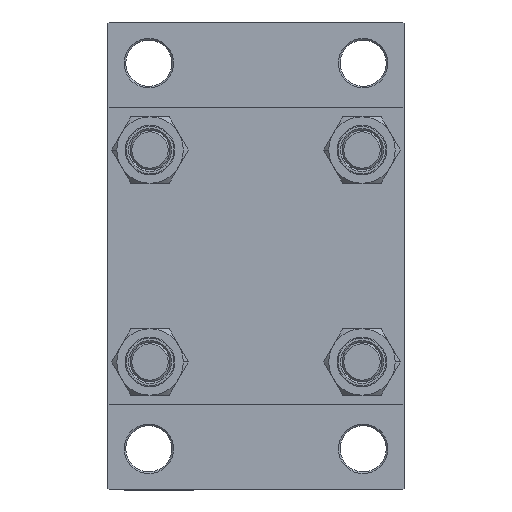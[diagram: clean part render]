
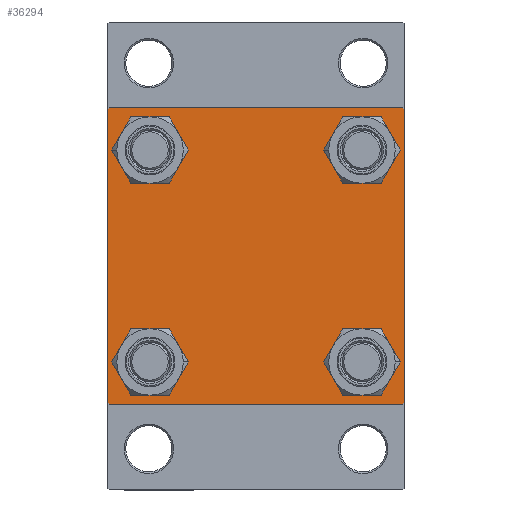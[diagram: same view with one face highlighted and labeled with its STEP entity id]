
A CAD part, left-side view. The second image highlights one B-rep face of the part: STEP entity #36294.
In plain terms, the highlighted planar face has unit normal (-1, 0, 0).
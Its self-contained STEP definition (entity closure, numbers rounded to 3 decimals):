
#402 = ORIENTED_EDGE ( 'NONE', *, *, #28134, .T. ) ;
#504 = CARTESIAN_POINT ( 'NONE',  ( 0., 32.15, -25.65 ) ) ;
#1233 = LINE ( 'NONE', #27012, #45027 ) ;
#1386 = CIRCLE ( 'NONE', #40254, 6.5 ) ;
#1528 = EDGE_CURVE ( 'NONE', #10046, #26967, #30792, .T. ) ;
#3063 = DIRECTION ( 'NONE',  ( 0., 0., 1. ) ) ;
#3953 = AXIS2_PLACEMENT_3D ( 'NONE', #39572, #32403, #3063 ) ;
#5174 = DIRECTION ( 'NONE',  ( 1., 0., 0. ) ) ;
#5805 = CARTESIAN_POINT ( 'NONE',  ( 0., -32.15, 25.65 ) ) ;
#5834 = LINE ( 'NONE', #12278, #37045 ) ;
#5905 = AXIS2_PLACEMENT_3D ( 'NONE', #13647, #38725, #24643 ) ;
#6254 = EDGE_CURVE ( 'NONE', #42437, #26967, #17416, .T. ) ;
#6383 = DIRECTION ( 'NONE',  ( 0., 0., 1. ) ) ;
#6384 = CARTESIAN_POINT ( 'NONE',  ( 0., -44.5, 45. ) ) ;
#6621 = DIRECTION ( 'NONE',  ( -1., 0., 0. ) ) ;
#7104 = EDGE_LOOP ( 'NONE', ( #7154, #402 ) ) ;
#7154 = ORIENTED_EDGE ( 'NONE', *, *, #23917, .T. ) ;
#7321 = CARTESIAN_POINT ( 'NONE',  ( 0., 45., 45. ) ) ;
#7485 = CARTESIAN_POINT ( 'NONE',  ( 0., 32.15, 32.15 ) ) ;
#7542 = DIRECTION ( 'NONE',  ( 0., 0., 1. ) ) ;
#7573 = CARTESIAN_POINT ( 'NONE',  ( 0., 45., -45. ) ) ;
#8014 = CARTESIAN_POINT ( 'NONE',  ( 0., -32.15, 32.15 ) ) ;
#8035 = CARTESIAN_POINT ( 'NONE',  ( 0., 44.75, -44.75 ) ) ;
#8097 = EDGE_LOOP ( 'NONE', ( #13862, #8678 ) ) ;
#8501 = ORIENTED_EDGE ( 'NONE', *, *, #1528, .T. ) ;
#8678 = ORIENTED_EDGE ( 'NONE', *, *, #23746, .T. ) ;
#8920 = ORIENTED_EDGE ( 'NONE', *, *, #45041, .T. ) ;
#9925 = EDGE_CURVE ( 'NONE', #42437, #15372, #5834, .T. ) ;
#10046 = VERTEX_POINT ( 'NONE', #21799 ) ;
#10078 = CARTESIAN_POINT ( 'NONE',  ( 0., 32.15, -38.65 ) ) ;
#10191 = CIRCLE ( 'NONE', #24799, 6.5 ) ;
#12253 = CARTESIAN_POINT ( 'NONE',  ( 0., 32.15, -32.15 ) ) ;
#12278 = CARTESIAN_POINT ( 'NONE',  ( 0., -44.75, 44.75 ) ) ;
#13647 = CARTESIAN_POINT ( 'NONE',  ( 0., -32.15, 32.15 ) ) ;
#13862 = ORIENTED_EDGE ( 'NONE', *, *, #36598, .T. ) ;
#14712 = FACE_BOUND ( 'NONE', #7104, .T. ) ;
#15248 = EDGE_CURVE ( 'NONE', #24400, #24869, #41022, .T. ) ;
#15372 = VERTEX_POINT ( 'NONE', #6384 ) ;
#15389 = CIRCLE ( 'NONE', #3953, 6.5 ) ;
#15453 = ORIENTED_EDGE ( 'NONE', *, *, #20374, .T. ) ;
#15902 = EDGE_CURVE ( 'NONE', #35941, #35893, #1386, .T. ) ;
#16258 = EDGE_CURVE ( 'NONE', #24869, #32344, #31927, .T. ) ;
#16566 = CARTESIAN_POINT ( 'NONE',  ( 0., 44.5, 45. ) ) ;
#16819 = CIRCLE ( 'NONE', #41168, 6.5 ) ;
#17191 = VERTEX_POINT ( 'NONE', #34766 ) ;
#17416 = LINE ( 'NONE', #42716, #32458 ) ;
#17746 = EDGE_LOOP ( 'NONE', ( #30641, #8920 ) ) ;
#18119 = CARTESIAN_POINT ( 'NONE',  ( 0., 32.15, -32.15 ) ) ;
#18297 = DIRECTION ( 'NONE',  ( 1., 0., 0. ) ) ;
#20374 = EDGE_CURVE ( 'NONE', #32344, #17191, #37397, .T. ) ;
#20405 = DIRECTION ( 'NONE',  ( 0., 0.707, 0.707 ) ) ;
#20569 = DIRECTION ( 'NONE',  ( 0., -1., 0. ) ) ;
#20952 = FACE_BOUND ( 'NONE', #17746, .T. ) ;
#21201 = DIRECTION ( 'NONE',  ( 1., 0., 0. ) ) ;
#21465 = DIRECTION ( 'NONE',  ( 0., 0., -1. ) ) ;
#21466 = DIRECTION ( 'NONE',  ( 1., 0., 0. ) ) ;
#21799 = CARTESIAN_POINT ( 'NONE',  ( 0., -44.5, -45. ) ) ;
#22060 = DIRECTION ( 'NONE',  ( 1., 0., 0. ) ) ;
#22597 = CARTESIAN_POINT ( 'NONE',  ( 0., 32.15, 38.65 ) ) ;
#22612 = DIRECTION ( 'NONE',  ( 0., -0.707, -0.707 ) ) ;
#22899 = DIRECTION ( 'NONE',  ( 0., 0.707, -0.707 ) ) ;
#23226 = VECTOR ( 'NONE', #20569, 1000. ) ;
#23249 = DIRECTION ( 'NONE',  ( 0., 0., 1. ) ) ;
#23688 = VECTOR ( 'NONE', #22612, 1000. ) ;
#23746 = EDGE_CURVE ( 'NONE', #24162, #46913, #31293, .T. ) ;
#23917 = EDGE_CURVE ( 'NONE', #40514, #36566, #16819, .T. ) ;
#24162 = VERTEX_POINT ( 'NONE', #34282 ) ;
#24400 = VERTEX_POINT ( 'NONE', #16566 ) ;
#24541 = FACE_OUTER_BOUND ( 'NONE', #26079, .T. ) ;
#24643 = DIRECTION ( 'NONE',  ( 0., 0., 1. ) ) ;
#24728 = EDGE_CURVE ( 'NONE', #24400, #15372, #1233, .T. ) ;
#24799 = AXIS2_PLACEMENT_3D ( 'NONE', #7485, #22060, #36608 ) ;
#24869 = VERTEX_POINT ( 'NONE', #40318 ) ;
#26079 = EDGE_LOOP ( 'NONE', ( #29764, #15453, #35201, #8501, #41112, #37343, #26874, #45919 ) ) ;
#26446 = EDGE_CURVE ( 'NONE', #30179, #36627, #30585, .T. ) ;
#26874 = ORIENTED_EDGE ( 'NONE', *, *, #24728, .F. ) ;
#26967 = VERTEX_POINT ( 'NONE', #28644 ) ;
#27012 = CARTESIAN_POINT ( 'NONE',  ( 0., 45., 45. ) ) ;
#27783 = CIRCLE ( 'NONE', #33875, 6.5 ) ;
#28134 = EDGE_CURVE ( 'NONE', #36566, #40514, #15389, .T. ) ;
#28644 = CARTESIAN_POINT ( 'NONE',  ( 0., -45., -44.5 ) ) ;
#29267 = FACE_BOUND ( 'NONE', #43485, .T. ) ;
#29278 = CARTESIAN_POINT ( 'NONE',  ( 0., 32.15, 32.15 ) ) ;
#29331 = CARTESIAN_POINT ( 'NONE',  ( 0., -32.15, 38.65 ) ) ;
#29764 = ORIENTED_EDGE ( 'NONE', *, *, #16258, .T. ) ;
#30179 = VERTEX_POINT ( 'NONE', #29331 ) ;
#30585 = CIRCLE ( 'NONE', #35161, 6.5 ) ;
#30641 = ORIENTED_EDGE ( 'NONE', *, *, #26446, .T. ) ;
#30792 = LINE ( 'NONE', #33668, #34610 ) ;
#31293 = CIRCLE ( 'NONE', #42707, 6.5 ) ;
#31874 = VECTOR ( 'NONE', #22899, 1000. ) ;
#31918 = PLANE ( 'NONE',  #45369 ) ;
#31927 = LINE ( 'NONE', #7321, #41078 ) ;
#32304 = CARTESIAN_POINT ( 'NONE',  ( 0., 45., -44.5 ) ) ;
#32344 = VERTEX_POINT ( 'NONE', #32304 ) ;
#32403 = DIRECTION ( 'NONE',  ( 1., 0., 0. ) ) ;
#32458 = VECTOR ( 'NONE', #21465, 1000. ) ;
#33668 = CARTESIAN_POINT ( 'NONE',  ( 0., -44.75, -44.75 ) ) ;
#33805 = CARTESIAN_POINT ( 'NONE',  ( 0., -32.15, -32.15 ) ) ;
#33875 = AXIS2_PLACEMENT_3D ( 'NONE', #18119, #21466, #39131 ) ;
#34282 = CARTESIAN_POINT ( 'NONE',  ( 0., 32.15, 25.65 ) ) ;
#34448 = DIRECTION ( 'NONE',  ( 1., 0., 0. ) ) ;
#34610 = VECTOR ( 'NONE', #40821, 1000. ) ;
#34766 = CARTESIAN_POINT ( 'NONE',  ( 0., 44.5, -45. ) ) ;
#35161 = AXIS2_PLACEMENT_3D ( 'NONE', #8014, #18297, #7542 ) ;
#35201 = ORIENTED_EDGE ( 'NONE', *, *, #38662, .T. ) ;
#35304 = EDGE_CURVE ( 'NONE', #35893, #35941, #27783, .T. ) ;
#35893 = VERTEX_POINT ( 'NONE', #10078 ) ;
#35941 = VERTEX_POINT ( 'NONE', #504 ) ;
#36284 = ORIENTED_EDGE ( 'NONE', *, *, #35304, .T. ) ;
#36294 = ADVANCED_FACE ( 'NONE', ( #20952, #14712, #29267, #39781, #24541 ), #31918, .T. ) ;
#36566 = VERTEX_POINT ( 'NONE', #41140 ) ;
#36598 = EDGE_CURVE ( 'NONE', #46913, #24162, #10191, .T. ) ;
#36608 = DIRECTION ( 'NONE',  ( 0., 0., 1. ) ) ;
#36627 = VERTEX_POINT ( 'NONE', #5805 ) ;
#36872 = CARTESIAN_POINT ( 'NONE',  ( 0., -45., 44.5 ) ) ;
#37045 = VECTOR ( 'NONE', #20405, 1000. ) ;
#37343 = ORIENTED_EDGE ( 'NONE', *, *, #9925, .T. ) ;
#37397 = LINE ( 'NONE', #8035, #23688 ) ;
#38662 = EDGE_CURVE ( 'NONE', #17191, #10046, #46097, .T. ) ;
#38725 = DIRECTION ( 'NONE',  ( 1., 0., 0. ) ) ;
#39131 = DIRECTION ( 'NONE',  ( 0., 0., 1. ) ) ;
#39327 = DIRECTION ( 'NONE',  ( 0., 0., -1. ) ) ;
#39572 = CARTESIAN_POINT ( 'NONE',  ( 0., -32.15, -32.15 ) ) ;
#39781 = FACE_BOUND ( 'NONE', #8097, .T. ) ;
#40254 = AXIS2_PLACEMENT_3D ( 'NONE', #12253, #34448, #23249 ) ;
#40318 = CARTESIAN_POINT ( 'NONE',  ( 0., 45., 44.5 ) ) ;
#40514 = VERTEX_POINT ( 'NONE', #43456 ) ;
#40821 = DIRECTION ( 'NONE',  ( 0., -0.707, 0.707 ) ) ;
#41022 = LINE ( 'NONE', #44361, #31874 ) ;
#41078 = VECTOR ( 'NONE', #39327, 1000. ) ;
#41101 = ORIENTED_EDGE ( 'NONE', *, *, #15902, .T. ) ;
#41112 = ORIENTED_EDGE ( 'NONE', *, *, #6254, .F. ) ;
#41140 = CARTESIAN_POINT ( 'NONE',  ( 0., -32.15, -38.65 ) ) ;
#41168 = AXIS2_PLACEMENT_3D ( 'NONE', #33805, #5174, #44312 ) ;
#42033 = DIRECTION ( 'NONE',  ( 0., -1., 0. ) ) ;
#42437 = VERTEX_POINT ( 'NONE', #36872 ) ;
#42707 = AXIS2_PLACEMENT_3D ( 'NONE', #29278, #21201, #47205 ) ;
#42716 = CARTESIAN_POINT ( 'NONE',  ( 0., -45., 45. ) ) ;
#43456 = CARTESIAN_POINT ( 'NONE',  ( 0., -32.15, -25.65 ) ) ;
#43485 = EDGE_LOOP ( 'NONE', ( #41101, #36284 ) ) ;
#44312 = DIRECTION ( 'NONE',  ( 0., 0., 1. ) ) ;
#44361 = CARTESIAN_POINT ( 'NONE',  ( 0., 44.75, 44.75 ) ) ;
#45027 = VECTOR ( 'NONE', #42033, 1000. ) ;
#45041 = EDGE_CURVE ( 'NONE', #36627, #30179, #47071, .T. ) ;
#45369 = AXIS2_PLACEMENT_3D ( 'NONE', #46729, #6621, #6383 ) ;
#45919 = ORIENTED_EDGE ( 'NONE', *, *, #15248, .T. ) ;
#46097 = LINE ( 'NONE', #7573, #23226 ) ;
#46729 = CARTESIAN_POINT ( 'NONE',  ( 0., 0., 0. ) ) ;
#46913 = VERTEX_POINT ( 'NONE', #22597 ) ;
#47071 = CIRCLE ( 'NONE', #5905, 6.5 ) ;
#47205 = DIRECTION ( 'NONE',  ( 0., 0., 1. ) ) ;
